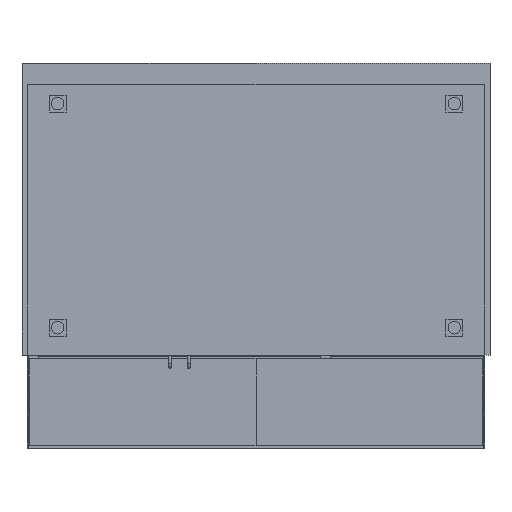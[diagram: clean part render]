
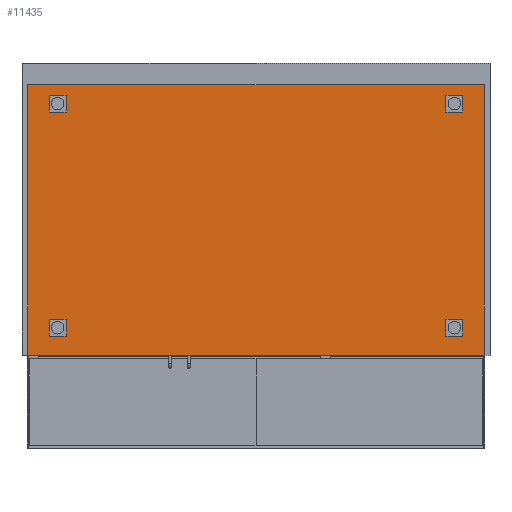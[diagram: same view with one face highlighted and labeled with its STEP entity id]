
A CAD part, front view. The second image highlights one B-rep face of the part: STEP entity #11435.
In plain terms, the highlighted planar face has unit normal (0, -1, 0).
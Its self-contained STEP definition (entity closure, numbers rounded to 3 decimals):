
#524 = CARTESIAN_POINT ( 'NONE',  ( -543.5, -498., 296.5 ) ) ;
#888 = VERTEX_POINT ( 'NONE', #4349 ) ;
#2257 = VERTEX_POINT ( 'NONE', #8057 ) ;
#2334 = FACE_OUTER_BOUND ( 'NONE', #12268, .T. ) ;
#2408 = LINE ( 'NONE', #524, #7768 ) ;
#2558 = EDGE_CURVE ( 'NONE', #888, #8362, #4014, .T. ) ;
#2603 = VECTOR ( 'NONE', #2833, 1000. ) ;
#2640 = ORIENTED_EDGE ( 'NONE', *, *, #3715, .T. ) ;
#2833 = DIRECTION ( 'NONE',  ( 1., 0., 0. ) ) ;
#3282 = EDGE_CURVE ( 'NONE', #2257, #888, #9959, .T. ) ;
#3715 = EDGE_CURVE ( 'NONE', #12243, #2257, #2408, .T. ) ;
#3730 = CARTESIAN_POINT ( 'NONE',  ( -543.5, -498., 296.5 ) ) ;
#3891 = ORIENTED_EDGE ( 'NONE', *, *, #5492, .T. ) ;
#4014 = LINE ( 'NONE', #10862, #7879 ) ;
#4022 = DIRECTION ( 'NONE',  ( 0., -1., 0. ) ) ;
#4120 = AXIS2_PLACEMENT_3D ( 'NONE', #6174, #4022, #11552 ) ;
#4349 = CARTESIAN_POINT ( 'NONE',  ( 543.5, -498., -347.5 ) ) ;
#4369 = VECTOR ( 'NONE', #11294, 1000. ) ;
#5454 = DIRECTION ( 'NONE',  ( 0., 0., 1. ) ) ;
#5492 = EDGE_CURVE ( 'NONE', #8362, #12243, #11516, .T. ) ;
#5831 = DIRECTION ( 'NONE',  ( 0., 0., -1. ) ) ;
#6021 = CARTESIAN_POINT ( 'NONE',  ( -543.5, -498., 296.5 ) ) ;
#6174 = CARTESIAN_POINT ( 'NONE',  ( 0., -498., 0. ) ) ;
#7768 = VECTOR ( 'NONE', #5831, 1000. ) ;
#7879 = VECTOR ( 'NONE', #5454, 1000. ) ;
#8057 = CARTESIAN_POINT ( 'NONE',  ( -543.5, -498., -347.5 ) ) ;
#8362 = VERTEX_POINT ( 'NONE', #12854 ) ;
#9959 = LINE ( 'NONE', #13323, #2603 ) ;
#10518 = PLANE ( 'NONE',  #4120 ) ;
#10862 = CARTESIAN_POINT ( 'NONE',  ( 543.5, -498., 296.5 ) ) ;
#11081 = ORIENTED_EDGE ( 'NONE', *, *, #2558, .T. ) ;
#11294 = DIRECTION ( 'NONE',  ( -1., 0., 0. ) ) ;
#11435 = ADVANCED_FACE ( 'NONE', ( #2334 ), #10518, .T. ) ;
#11516 = LINE ( 'NONE', #6021, #4369 ) ;
#11552 = DIRECTION ( 'NONE',  ( 0., 0., -1. ) ) ;
#12243 = VERTEX_POINT ( 'NONE', #3730 ) ;
#12268 = EDGE_LOOP ( 'NONE', ( #2640, #12678, #11081, #3891 ) ) ;
#12678 = ORIENTED_EDGE ( 'NONE', *, *, #3282, .T. ) ;
#12854 = CARTESIAN_POINT ( 'NONE',  ( 543.5, -498., 296.5 ) ) ;
#13323 = CARTESIAN_POINT ( 'NONE',  ( -543.5, -498., -347.5 ) ) ;
